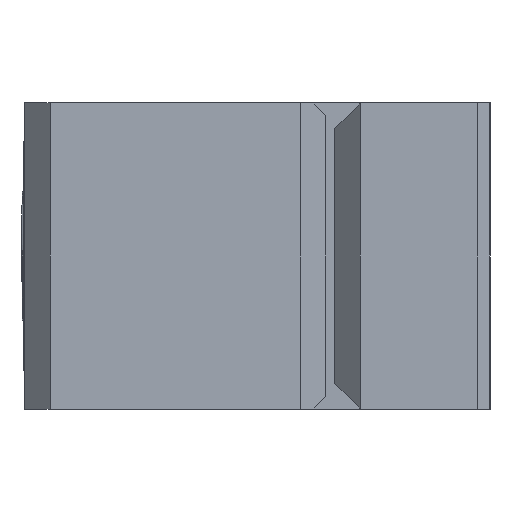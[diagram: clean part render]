
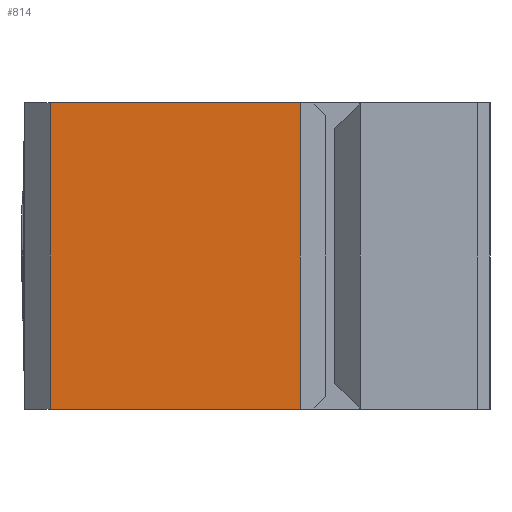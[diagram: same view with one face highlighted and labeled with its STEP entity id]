
A CAD part, left-side view. The second image highlights one B-rep face of the part: STEP entity #814.
In plain terms, the highlighted planar face has unit normal (-1, 0, 0).
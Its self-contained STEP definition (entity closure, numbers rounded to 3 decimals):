
#814=ADVANCED_FACE('',(#1761),#1762,.F.);
#1761=FACE_OUTER_BOUND('',#2875,.T.);
#1762=PLANE('',#2876);
#2875=EDGE_LOOP('',(#5082,#5083,#5084,#5085));
#2876=AXIS2_PLACEMENT_3D('',#5086,#5087,#5088);
#5082=ORIENTED_EDGE('',*,*,#6785,.F.);
#5083=ORIENTED_EDGE('',*,*,#6878,.F.);
#5084=ORIENTED_EDGE('',*,*,#6412,.F.);
#5085=ORIENTED_EDGE('',*,*,#6672,.F.);
#5086=CARTESIAN_POINT('',(-50.0,0.,0.));
#5087=DIRECTION('',(1.0,0.,0.));
#5088=DIRECTION('',(0.0,0.,1.0));
#6412=EDGE_CURVE('',#7654,#7656,#7657,.T.);
#6672=EDGE_CURVE('',#8034,#7654,#8036,.T.);
#6785=EDGE_CURVE('',#8183,#8034,#8185,.T.);
#6878=EDGE_CURVE('',#7656,#8183,#8297,.T.);
#7654=VERTEX_POINT('',#9214);
#7656=VERTEX_POINT('',#9217);
#7657=LINE('',#9218,#9219);
#8034=VERTEX_POINT('',#9697);
#8036=LINE('',#9700,#9701);
#8183=VERTEX_POINT('',#9904);
#8185=LINE('',#9907,#9908);
#8297=LINE('',#10050,#10051);
#9214=CARTESIAN_POINT('',(-50.0,16.25,-12.0));
#9217=CARTESIAN_POINT('',(-50.0,16.25,12.0));
#9218=CARTESIAN_POINT('',(-50.0,16.25,0.));
#9219=VECTOR('',#10952,1.0);
#9697=CARTESIAN_POINT('',(-50.0,-3.383,-12.0));
#9700=CARTESIAN_POINT('',(-50.0,0.,-12.0));
#9701=VECTOR('',#11334,1.0);
#9904=CARTESIAN_POINT('',(-50.0,-3.383,12.0));
#9907=CARTESIAN_POINT('',(-50.0,-3.383,0.));
#9908=VECTOR('',#11501,1.0);
#10050=CARTESIAN_POINT('',(-50.0,0.,12.0));
#10051=VECTOR('',#11634,1.0);
#10952=DIRECTION('',(0.,0.,1.0));
#11334=DIRECTION('',(0.,1.0,0.));
#11501=DIRECTION('',(0.,0.,-1.0));
#11634=DIRECTION('',(0.,-1.0,0.));
